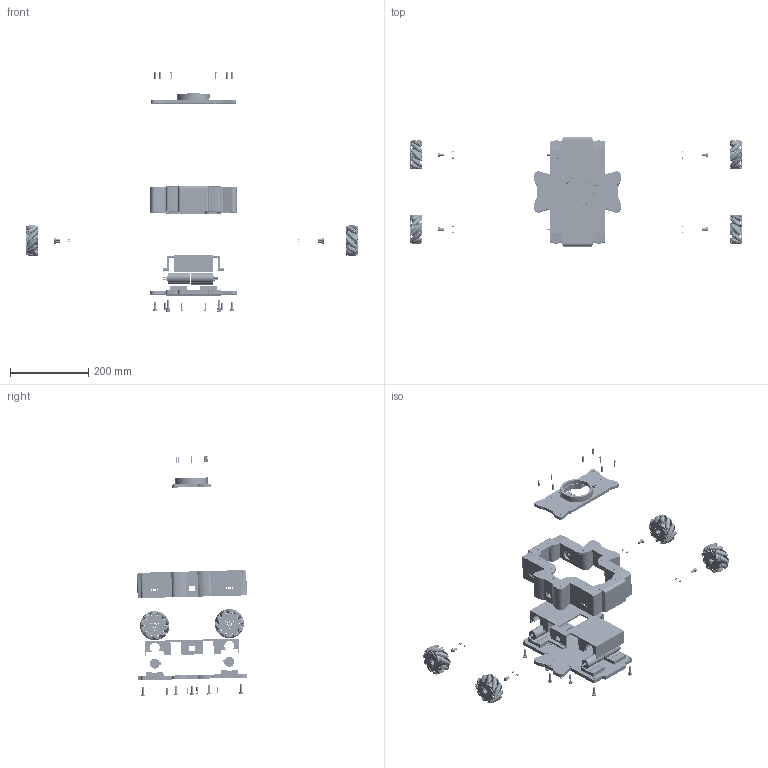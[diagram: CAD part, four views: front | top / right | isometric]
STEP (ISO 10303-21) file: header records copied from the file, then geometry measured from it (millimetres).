
FILE_DESCRIPTION(/* description */ ('STEP AP203'),/* implementation_level */ '2;1');
FILE_NAME(/* name */ 'MOVIL v1.step',/* time_stamp */ '2025-11-06T18:43:34-06:00',/* author */ (''),/* organization */ (''),/* preprocessor_version */ 'ST-DEVELOPER v20.1',/* originating_system */ 'Autodesk Translation Framework v14.17.0.0',/* authorisation */ '');
FILE_SCHEMA (('AUTOMOTIVE_DESIGN { 1 0 10303 214 3 1 1 }'));
Length unit declared in the file: millimetre
Products named in the file (28): MOVIL; Youbot_base_corregida v1.step; Youbot_Componente1_Pieza1 v8.step; Youbot_Componente1_Pieza2 v7.step; Youbot_Componente1_Pieza3 v6.step; Youbot_Componente1_Pieza4 v4.step; Youbot_Componente1_Pieza5 v6.step; Youbot_Componente1_Pieza6 v4.step; arduano_mas_bajito v14.step; tapaa_a_servo_2 v6.step; Mecanum wheel 75mm L.STEP; Mecanum wheel 75mm R.STEP; Mecanum wheel 75mm L.STEP_1; Mecanum wheel 75mm R.STEP_1; plain washers-s series-grade a gb_GB_FASTENER_WASHER_PWSA 2.STEP; Mecanum wheel 75mm R.STEP_2; Mecanum wheel 75mm L.STEP_2; 4____________.STEP; 2____.STEP; 1____.STEP; 3______.STEP; ____.STEP; M2________.STEP; Labarinto_Motor1 v1.step; tornillo3; Torillo1.75; Copple; Tornillo1.77x15
Assembly tree (389 placements, depth 3):
  MOVIL
    Youbot_base_corregida v1.step
    Youbot_Componente1_Pieza1 v8.step
    Youbot_Componente1_Pieza2 v7.step
    Youbot_Componente1_Pieza3 v6.step
    Youbot_Componente1_Pieza4 v4.step
    Youbot_Componente1_Pieza5 v6.step
    Youbot_Componente1_Pieza6 v4.step
    Labarinto_Motor1 v1.step  x4
    arduano_mas_bajito v14.step
    tapaa_a_servo_2 v6.step
    tornillo3  x10
    Torillo1.75  x8
    Copple  x4
    Tornillo1.77x15  x18
    Mecanum wheel 75mm L.STEP
      Mecanum wheel 75mm R.STEP_1  x2
      4____________.STEP
      1____.STEP  x10
      plain washers-s series-grade a gb_GB_FASTENER_WASHER_PWSA 2.STEP  x20
      M2________.STEP  x20
      2____.STEP  x10
      3______.STEP  x20
    Mecanum wheel 75mm R.STEP
      Mecanum wheel 75mm L.STEP_2  x2
      ____.STEP  x20
      4____________.STEP
      3______.STEP  x20
      2____.STEP  x10
      1____.STEP  x10
      M2________.STEP  x20
    Mecanum wheel 75mm L.STEP_1
      Mecanum wheel 75mm R.STEP_1  x2
      4____________.STEP
      1____.STEP  x10
      plain washers-s series-grade a gb_GB_FASTENER_WASHER_PWSA 2.STEP  x20
      M2________.STEP  x20
      2____.STEP  x10
      3______.STEP  x20
    Mecanum wheel 75mm R.STEP_2
      Mecanum wheel 75mm L.STEP_2  x2
      4____________.STEP
      3______.STEP  x20
      2____.STEP  x10
      1____.STEP  x10
      ____.STEP  x20
      M2________.STEP  x20
Bounding box: 850.73 x 281.77 x 616.26 mm (x, y, z)
Volume: 2066390.1 mm3; surface area: 657876.3 mm2
Topology: 385 solids, 385 shells, 9039 faces, 20862 edges, 11972 vertices
Faces by surface type: cylinder 3582, plane 3137, bspline 1520, torus 640, cone 160
Full cylindrical faces by diameter (mm): 1.25 x16, 2 x160, 2.2 x160, 2.44 x6, 2.5 x2, 2.96 x40, 3 x104, 3.2 x24, 3.5 x84, 3.54 x34, 3.95 x80, 4 x8, 4.5 x120, 5 x76, 5.04 x18, 5.3 x5, 5.4 x1, 6 x84, 6.1 x80, 7 x4, 7.5 x4, 10 x14, 12 x4, 14 x8, 15.5 x8, 16 x4, 16.2 x4, 25 x8, 28 x4, 72 x1
Entity records: 35460 total; most frequent: CARTESIAN_POINT 6806, DIRECTION 6096, ORIENTED_EDGE 5118, EDGE_CURVE 2559, AXIS2_PLACEMENT_3D 2202, LINE 1692, VECTOR 1692, VERTEX_POINT 1641
